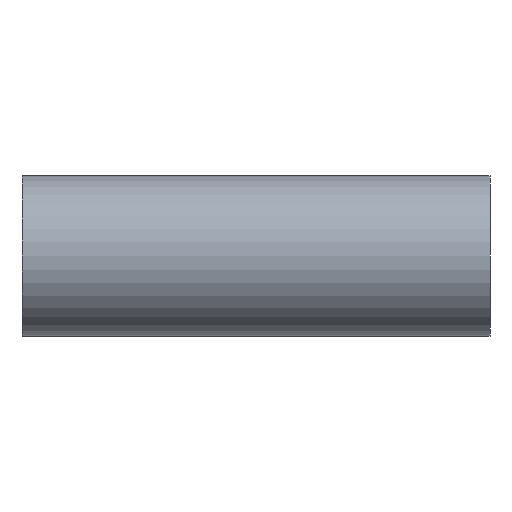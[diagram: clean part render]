
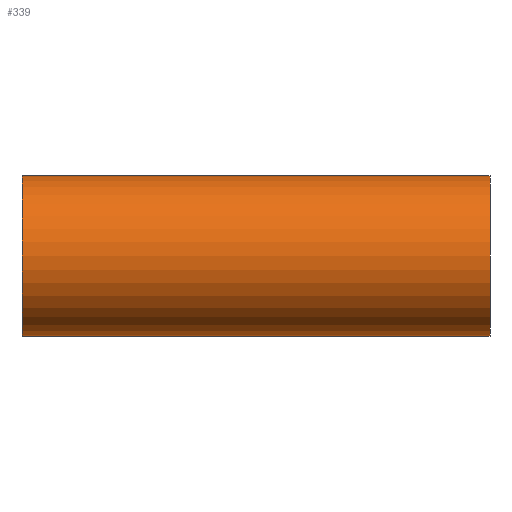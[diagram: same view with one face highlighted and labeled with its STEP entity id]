
A CAD part, left-side view. The second image highlights one B-rep face of the part: STEP entity #339.
In plain terms, the highlighted cylindrical face has radius 125 mm (diameter 250 mm), a partial arc.
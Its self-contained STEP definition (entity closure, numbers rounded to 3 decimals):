
#23 = ORIENTED_EDGE ( 'NONE', *, *, #397, .T. ) ;
#26 = EDGE_LOOP ( 'NONE', ( #61, #41, #279, #23, #175, #197 ) ) ;
#28 = CIRCLE ( 'NONE', #369, 125. ) ;
#35 = DIRECTION ( 'NONE',  ( 0., -1., 0. ) ) ;
#41 = ORIENTED_EDGE ( 'NONE', *, *, #134, .F. ) ;
#54 = CARTESIAN_POINT ( 'NONE',  ( 0., 729., -125. ) ) ;
#58 = CARTESIAN_POINT ( 'NONE',  ( 0., 0., 125. ) ) ;
#61 = ORIENTED_EDGE ( 'NONE', *, *, #222, .F. ) ;
#68 = CARTESIAN_POINT ( 'NONE',  ( 0., 729., 125. ) ) ;
#73 = VERTEX_POINT ( 'NONE', #471 ) ;
#74 = DIRECTION ( 'NONE',  ( 0., 0., 1. ) ) ;
#86 = VECTOR ( 'NONE', #321, 1000. ) ;
#94 = CARTESIAN_POINT ( 'NONE',  ( 0., 729., -125. ) ) ;
#95 = EDGE_CURVE ( 'NONE', #408, #449, #360, .T. ) ;
#122 = DIRECTION ( 'NONE',  ( 0., 0., -1. ) ) ;
#134 = EDGE_CURVE ( 'NONE', #73, #281, #28, .T. ) ;
#163 = CARTESIAN_POINT ( 'NONE',  ( 0., 0., 0. ) ) ;
#165 = CIRCLE ( 'NONE', #403, 125. ) ;
#167 = DIRECTION ( 'NONE',  ( 0., 0., 1. ) ) ;
#174 = AXIS2_PLACEMENT_3D ( 'NONE', #307, #451, #122 ) ;
#175 = ORIENTED_EDGE ( 'NONE', *, *, #322, .T. ) ;
#176 = LINE ( 'NONE', #94, #86 ) ;
#191 = CARTESIAN_POINT ( 'NONE',  ( 0., 729., 125. ) ) ;
#197 = ORIENTED_EDGE ( 'NONE', *, *, #95, .F. ) ;
#213 = DIRECTION ( 'NONE',  ( 0., 1., 0. ) ) ;
#222 = EDGE_CURVE ( 'NONE', #281, #408, #253, .T. ) ;
#239 = CARTESIAN_POINT ( 'NONE',  ( 0., 222., 125. ) ) ;
#253 = LINE ( 'NONE', #191, #344 ) ;
#279 = ORIENTED_EDGE ( 'NONE', *, *, #477, .T. ) ;
#281 = VERTEX_POINT ( 'NONE', #295 ) ;
#295 = CARTESIAN_POINT ( 'NONE',  ( 0., 729., 125. ) ) ;
#303 = VERTEX_POINT ( 'NONE', #414 ) ;
#307 = CARTESIAN_POINT ( 'NONE',  ( 0., 729., 0. ) ) ;
#321 = DIRECTION ( 'NONE',  ( 0., -1., 0. ) ) ;
#322 = EDGE_CURVE ( 'NONE', #303, #449, #165, .T. ) ;
#339 = ADVANCED_FACE ( 'NONE', ( #457 ), #418, .T. ) ;
#341 = DIRECTION ( 'NONE',  ( 0., 1., 0. ) ) ;
#344 = VECTOR ( 'NONE', #376, 1000. ) ;
#351 = DIRECTION ( 'NONE',  ( 0., -1., 0. ) ) ;
#357 = VERTEX_POINT ( 'NONE', #381 ) ;
#360 = LINE ( 'NONE', #68, #461 ) ;
#369 = AXIS2_PLACEMENT_3D ( 'NONE', #393, #213, #74 ) ;
#375 = VECTOR ( 'NONE', #351, 1000. ) ;
#376 = DIRECTION ( 'NONE',  ( 0., -1., 0. ) ) ;
#381 = CARTESIAN_POINT ( 'NONE',  ( 0., 222., -125. ) ) ;
#382 = LINE ( 'NONE', #54, #375 ) ;
#393 = CARTESIAN_POINT ( 'NONE',  ( 0., 729., 0. ) ) ;
#397 = EDGE_CURVE ( 'NONE', #357, #303, #382, .T. ) ;
#403 = AXIS2_PLACEMENT_3D ( 'NONE', #163, #341, #167 ) ;
#408 = VERTEX_POINT ( 'NONE', #239 ) ;
#414 = CARTESIAN_POINT ( 'NONE',  ( 0., 0., -125. ) ) ;
#418 = CYLINDRICAL_SURFACE ( 'NONE', #174, 125. ) ;
#449 = VERTEX_POINT ( 'NONE', #58 ) ;
#451 = DIRECTION ( 'NONE',  ( 0., -1., 0. ) ) ;
#457 = FACE_OUTER_BOUND ( 'NONE', #26, .T. ) ;
#461 = VECTOR ( 'NONE', #35, 1000. ) ;
#471 = CARTESIAN_POINT ( 'NONE',  ( 0., 729., -125. ) ) ;
#477 = EDGE_CURVE ( 'NONE', #73, #357, #176, .T. ) ;
